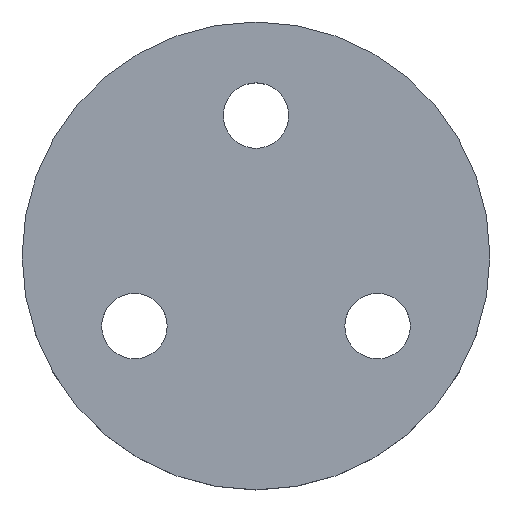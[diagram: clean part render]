
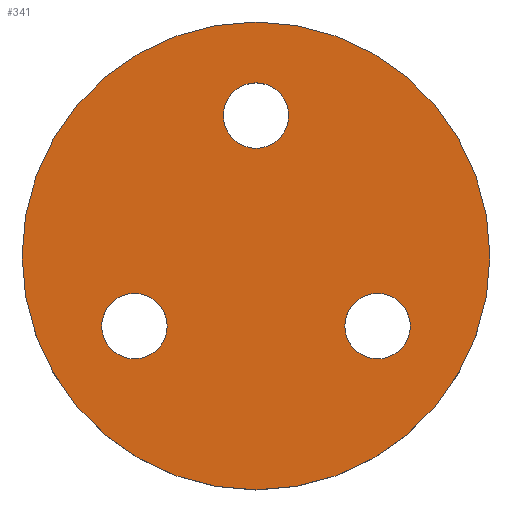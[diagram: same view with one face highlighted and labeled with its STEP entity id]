
A CAD part, top view. The second image highlights one B-rep face of the part: STEP entity #341.
In plain terms, the highlighted planar face has unit normal (0, 0, 1).
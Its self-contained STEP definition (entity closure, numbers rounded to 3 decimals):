
#18 = EDGE_CURVE ( 'NONE', #221, #142, #317, .T. ) ;
#20 = CIRCLE ( 'NONE', #292, 1.4 ) ;
#23 = EDGE_LOOP ( 'NONE', ( #96, #376 ) ) ;
#34 = CARTESIAN_POINT ( 'NONE',  ( -10., 0., 8. ) ) ;
#36 = CARTESIAN_POINT ( 'NONE',  ( 1.4, 6., 8. ) ) ;
#41 = DIRECTION ( 'NONE',  ( -0.5, -0.866, 0. ) ) ;
#42 = DIRECTION ( 'NONE',  ( 0., 0., 1. ) ) ;
#43 = DIRECTION ( 'NONE',  ( -0.5, -0.866, 0. ) ) ;
#48 = VERTEX_POINT ( 'NONE', #36 ) ;
#49 = EDGE_LOOP ( 'NONE', ( #459, #189 ) ) ;
#56 = FACE_BOUND ( 'NONE', #267, .T. ) ;
#70 = AXIS2_PLACEMENT_3D ( 'NONE', #392, #130, #272 ) ;
#71 = AXIS2_PLACEMENT_3D ( 'NONE', #118, #428, #43 ) ;
#73 = ORIENTED_EDGE ( 'NONE', *, *, #78, .F. ) ;
#75 = DIRECTION ( 'NONE',  ( 0., 0., 1. ) ) ;
#78 = EDGE_CURVE ( 'NONE', #276, #48, #304, .T. ) ;
#79 = DIRECTION ( 'NONE',  ( 1., 0., 0. ) ) ;
#96 = ORIENTED_EDGE ( 'NONE', *, *, #251, .F. ) ;
#99 = CARTESIAN_POINT ( 'NONE',  ( 10., 0., 8. ) ) ;
#103 = EDGE_CURVE ( 'NONE', #476, #362, #327, .T. ) ;
#108 = CARTESIAN_POINT ( 'NONE',  ( -3.796, -3., 8. ) ) ;
#117 = VERTEX_POINT ( 'NONE', #99 ) ;
#118 = CARTESIAN_POINT ( 'NONE',  ( 5.196, -3., 8. ) ) ;
#130 = DIRECTION ( 'NONE',  ( 0., 0., 1. ) ) ;
#142 = VERTEX_POINT ( 'NONE', #378 ) ;
#150 = CARTESIAN_POINT ( 'NONE',  ( -5.196, -3., 8. ) ) ;
#151 = AXIS2_PLACEMENT_3D ( 'NONE', #471, #75, #295 ) ;
#166 = EDGE_LOOP ( 'NONE', ( #373, #73 ) ) ;
#189 = ORIENTED_EDGE ( 'NONE', *, *, #191, .T. ) ;
#191 = EDGE_CURVE ( 'NONE', #117, #230, #220, .T. ) ;
#194 = ORIENTED_EDGE ( 'NONE', *, *, #290, .F. ) ;
#199 = PLANE ( 'NONE',  #219 ) ;
#214 = AXIS2_PLACEMENT_3D ( 'NONE', #321, #360, #79 ) ;
#219 = AXIS2_PLACEMENT_3D ( 'NONE', #306, #404, #279 ) ;
#220 = CIRCLE ( 'NONE', #358, 10. ) ;
#221 = VERTEX_POINT ( 'NONE', #108 ) ;
#223 = DIRECTION ( 'NONE',  ( 0., 0., 1. ) ) ;
#230 = VERTEX_POINT ( 'NONE', #34 ) ;
#242 = ORIENTED_EDGE ( 'NONE', *, *, #18, .F. ) ;
#243 = CARTESIAN_POINT ( 'NONE',  ( 3.796, -3., 8. ) ) ;
#251 = EDGE_CURVE ( 'NONE', #362, #476, #462, .T. ) ;
#264 = CARTESIAN_POINT ( 'NONE',  ( 5.196, -3., 8. ) ) ;
#267 = EDGE_LOOP ( 'NONE', ( #242, #194 ) ) ;
#268 = FACE_OUTER_BOUND ( 'NONE', #49, .T. ) ;
#272 = DIRECTION ( 'NONE',  ( 1., 0., 0. ) ) ;
#273 = AXIS2_PLACEMENT_3D ( 'NONE', #150, #422, #429 ) ;
#276 = VERTEX_POINT ( 'NONE', #323 ) ;
#279 = DIRECTION ( 'NONE',  ( 1., 0., 0. ) ) ;
#290 = EDGE_CURVE ( 'NONE', #142, #221, #20, .T. ) ;
#292 = AXIS2_PLACEMENT_3D ( 'NONE', #472, #223, #470 ) ;
#293 = CARTESIAN_POINT ( 'NONE',  ( 6.596, -3., 8. ) ) ;
#295 = DIRECTION ( 'NONE',  ( 1., 0., 0. ) ) ;
#300 = DIRECTION ( 'NONE',  ( 1., 0., 0. ) ) ;
#304 = CIRCLE ( 'NONE', #70, 1.4 ) ;
#306 = CARTESIAN_POINT ( 'NONE',  ( 0., 0., 8. ) ) ;
#317 = CIRCLE ( 'NONE', #273, 1.4 ) ;
#321 = CARTESIAN_POINT ( 'NONE',  ( 0., 0., 8. ) ) ;
#323 = CARTESIAN_POINT ( 'NONE',  ( -1.4, 6., 8. ) ) ;
#327 = CIRCLE ( 'NONE', #442, 1.4 ) ;
#341 = ADVANCED_FACE ( 'NONE', ( #401, #56, #456, #268 ), #199, .T. ) ;
#353 = CIRCLE ( 'NONE', #214, 10. ) ;
#358 = AXIS2_PLACEMENT_3D ( 'NONE', #369, #42, #300 ) ;
#359 = EDGE_CURVE ( 'NONE', #230, #117, #353, .T. ) ;
#360 = DIRECTION ( 'NONE',  ( 0., 0., 1. ) ) ;
#362 = VERTEX_POINT ( 'NONE', #293 ) ;
#363 = DIRECTION ( 'NONE',  ( 0., 0., 1. ) ) ;
#369 = CARTESIAN_POINT ( 'NONE',  ( 0., 0., 8. ) ) ;
#372 = EDGE_CURVE ( 'NONE', #48, #276, #473, .T. ) ;
#373 = ORIENTED_EDGE ( 'NONE', *, *, #372, .F. ) ;
#376 = ORIENTED_EDGE ( 'NONE', *, *, #103, .F. ) ;
#378 = CARTESIAN_POINT ( 'NONE',  ( -6.596, -3., 8. ) ) ;
#392 = CARTESIAN_POINT ( 'NONE',  ( 0., 6., 8. ) ) ;
#401 = FACE_BOUND ( 'NONE', #23, .T. ) ;
#404 = DIRECTION ( 'NONE',  ( 0., 0., 1. ) ) ;
#422 = DIRECTION ( 'NONE',  ( 0., 0., 1. ) ) ;
#428 = DIRECTION ( 'NONE',  ( 0., 0., 1. ) ) ;
#429 = DIRECTION ( 'NONE',  ( -0.5, 0.866, 0. ) ) ;
#442 = AXIS2_PLACEMENT_3D ( 'NONE', #264, #363, #41 ) ;
#456 = FACE_BOUND ( 'NONE', #166, .T. ) ;
#459 = ORIENTED_EDGE ( 'NONE', *, *, #359, .T. ) ;
#462 = CIRCLE ( 'NONE', #71, 1.4 ) ;
#470 = DIRECTION ( 'NONE',  ( -0.5, 0.866, 0. ) ) ;
#471 = CARTESIAN_POINT ( 'NONE',  ( 0., 6., 8. ) ) ;
#472 = CARTESIAN_POINT ( 'NONE',  ( -5.196, -3., 8. ) ) ;
#473 = CIRCLE ( 'NONE', #151, 1.4 ) ;
#476 = VERTEX_POINT ( 'NONE', #243 ) ;
